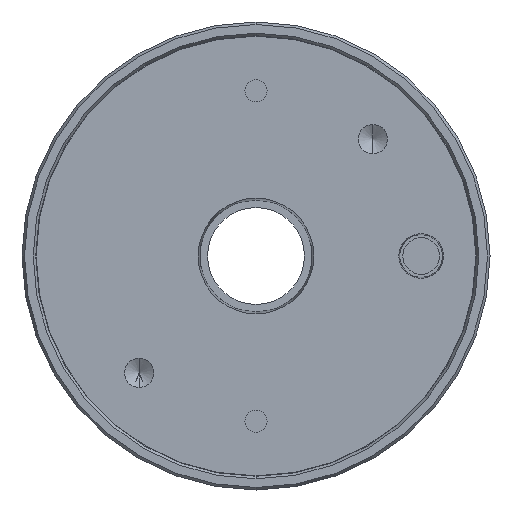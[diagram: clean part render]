
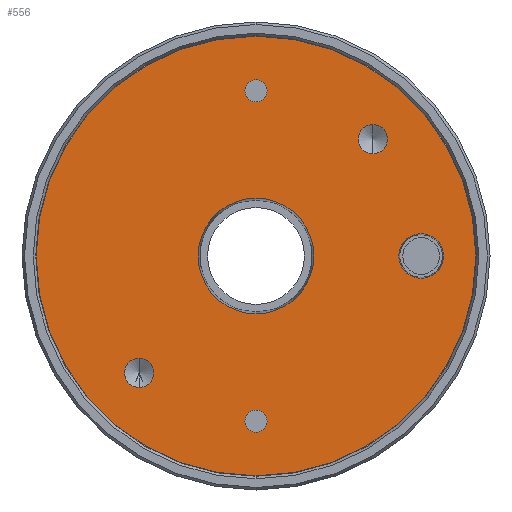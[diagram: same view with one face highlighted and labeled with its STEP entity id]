
A CAD part, front view. The second image highlights one B-rep face of the part: STEP entity #556.
In plain terms, the highlighted planar face has unit normal (0, -1, 0).
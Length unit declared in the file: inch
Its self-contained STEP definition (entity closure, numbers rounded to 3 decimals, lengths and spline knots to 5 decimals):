
#32 = CARTESIAN_POINT ( 'NONE',  ( 0., 0., 0. ) ) ;
#95 = DIRECTION ( 'NONE',  ( 0., -1., 0. ) ) ;
#124 = VERTEX_POINT ( 'NONE', #914 ) ;
#148 = ORIENTED_EDGE ( 'NONE', *, *, #2554, .F. ) ;
#170 = VERTEX_POINT ( 'NONE', #1779 ) ;
#192 = CARTESIAN_POINT ( 'NONE',  ( 0., 0., -0.525 ) ) ;
#201 = DIRECTION ( 'NONE',  ( 0., -1., 0. ) ) ;
#288 = CARTESIAN_POINT ( 'NONE',  ( 0., 0., -1.5 ) ) ;
#299 = CARTESIAN_POINT ( 'NONE',  ( 0., 0., 1.6005 ) ) ;
#323 = CIRCLE ( 'NONE', #2364, 0.1005 ) ;
#347 = EDGE_CURVE ( 'NONE', #1033, #1872, #765, .T. ) ;
#348 = DIRECTION ( 'NONE',  ( 0., -1., 0. ) ) ;
#355 = VERTEX_POINT ( 'NONE', #849 ) ;
#356 = ORIENTED_EDGE ( 'NONE', *, *, #1452, .F. ) ;
#368 = CARTESIAN_POINT ( 'NONE',  ( 0., 0., 0. ) ) ;
#392 = EDGE_CURVE ( 'NONE', #1711, #1526, #1687, .T. ) ;
#410 = DIRECTION ( 'NONE',  ( 0., -1., 0. ) ) ;
#438 = CARTESIAN_POINT ( 'NONE',  ( 0., 0., -1.5 ) ) ;
#445 = CARTESIAN_POINT ( 'NONE',  ( 0., 0., 1.5 ) ) ;
#470 = DIRECTION ( 'NONE',  ( 0., -1., 0. ) ) ;
#519 = VERTEX_POINT ( 'NONE', #299 ) ;
#530 = DIRECTION ( 'NONE',  ( 0., -1., 0. ) ) ;
#546 = AXIS2_PLACEMENT_3D ( 'NONE', #438, #410, #1469 ) ;
#556 = ADVANCED_FACE ( 'NONE', ( #1642, #1848, #584, #975, #1448, #1431, #562 ), #1014, .F. ) ;
#562 = FACE_OUTER_BOUND ( 'NONE', #2380, .T. ) ;
#584 = FACE_BOUND ( 'NONE', #2391, .T. ) ;
#633 = AXIS2_PLACEMENT_3D ( 'NONE', #825, #1871, #2540 ) ;
#679 = EDGE_CURVE ( 'NONE', #1276, #355, #1183, .T. ) ;
#706 = DIRECTION ( 'NONE',  ( 0., 0., -1. ) ) ;
#742 = DIRECTION ( 'NONE',  ( 0., 0., -1. ) ) ;
#750 = EDGE_CURVE ( 'NONE', #2133, #2261, #1809, .T. ) ;
#755 = EDGE_CURVE ( 'NONE', #355, #1276, #913, .T. ) ;
#765 = CIRCLE ( 'NONE', #2045, 0.13281 ) ;
#772 = CARTESIAN_POINT ( 'NONE',  ( 1.5, 0., 0. ) ) ;
#818 = ORIENTED_EDGE ( 'NONE', *, *, #347, .F. ) ;
#825 = CARTESIAN_POINT ( 'NONE',  ( 0., 0., 0. ) ) ;
#839 = DIRECTION ( 'NONE',  ( 0., 0., -1. ) ) ;
#849 = CARTESIAN_POINT ( 'NONE',  ( -1.06066, 0., -0.92785 ) ) ;
#907 = EDGE_LOOP ( 'NONE', ( #148, #818 ) ) ;
#913 = CIRCLE ( 'NONE', #1759, 0.13281 ) ;
#914 = CARTESIAN_POINT ( 'NONE',  ( 0., 0., -1.3995 ) ) ;
#953 = CARTESIAN_POINT ( 'NONE',  ( -1.06066, 0., -1.06066 ) ) ;
#969 = AXIS2_PLACEMENT_3D ( 'NONE', #1197, #530, #2002 ) ;
#975 = FACE_BOUND ( 'NONE', #1529, .T. ) ;
#989 = CARTESIAN_POINT ( 'NONE',  ( 1.06066, 0., 1.06066 ) ) ;
#993 = AXIS2_PLACEMENT_3D ( 'NONE', #953, #1998, #742 ) ;
#1002 = DIRECTION ( 'NONE',  ( 0., 0., -1. ) ) ;
#1011 = ORIENTED_EDGE ( 'NONE', *, *, #2408, .F. ) ;
#1014 = PLANE ( 'NONE',  #2330 ) ;
#1030 = EDGE_CURVE ( 'NONE', #1526, #1711, #1494, .T. ) ;
#1033 = VERTEX_POINT ( 'NONE', #1055 ) ;
#1055 = CARTESIAN_POINT ( 'NONE',  ( 1.06066, 0., 1.19348 ) ) ;
#1067 = CARTESIAN_POINT ( 'NONE',  ( 1.06066, 0., 1.06066 ) ) ;
#1090 = CARTESIAN_POINT ( 'NONE',  ( 0., 0., 1.5 ) ) ;
#1123 = ORIENTED_EDGE ( 'NONE', *, *, #679, .F. ) ;
#1132 = DIRECTION ( 'NONE',  ( 0., 0., -1. ) ) ;
#1134 = AXIS2_PLACEMENT_3D ( 'NONE', #32, #1310, #1143 ) ;
#1143 = DIRECTION ( 'NONE',  ( 0., 0., -1. ) ) ;
#1153 = AXIS2_PLACEMENT_3D ( 'NONE', #772, #1813, #2019 ) ;
#1164 = CARTESIAN_POINT ( 'NONE',  ( 0., 0., 0. ) ) ;
#1183 = CIRCLE ( 'NONE', #993, 0.13281 ) ;
#1197 = CARTESIAN_POINT ( 'NONE',  ( 0., 0., 0. ) ) ;
#1215 = DIRECTION ( 'NONE',  ( 0., 1., 0. ) ) ;
#1227 = ORIENTED_EDGE ( 'NONE', *, *, #2713, .F. ) ;
#1228 = VERTEX_POINT ( 'NONE', #2207 ) ;
#1235 = DIRECTION ( 'NONE',  ( 0., 0., -1. ) ) ;
#1273 = EDGE_CURVE ( 'NONE', #2306, #1228, #2742, .T. ) ;
#1276 = VERTEX_POINT ( 'NONE', #1390 ) ;
#1291 = EDGE_CURVE ( 'NONE', #2261, #2133, #1610, .T. ) ;
#1310 = DIRECTION ( 'NONE',  ( 0., -1., 0. ) ) ;
#1311 = VERTEX_POINT ( 'NONE', #2684 ) ;
#1313 = DIRECTION ( 'NONE',  ( 0., 0., -1. ) ) ;
#1348 = CIRCLE ( 'NONE', #1622, 0.2025 ) ;
#1360 = ORIENTED_EDGE ( 'NONE', *, *, #1273, .F. ) ;
#1364 = CARTESIAN_POINT ( 'NONE',  ( 0., 0., 0.525 ) ) ;
#1367 = CIRCLE ( 'NONE', #2021, 0.13281 ) ;
#1389 = CARTESIAN_POINT ( 'NONE',  ( 0., 0., -1.996 ) ) ;
#1390 = CARTESIAN_POINT ( 'NONE',  ( -1.06066, 0., -1.19348 ) ) ;
#1431 = FACE_BOUND ( 'NONE', #2512, .T. ) ;
#1448 = FACE_BOUND ( 'NONE', #1563, .T. ) ;
#1450 = CIRCLE ( 'NONE', #1594, 0.1005 ) ;
#1452 = EDGE_CURVE ( 'NONE', #124, #170, #1827, .T. ) ;
#1469 = DIRECTION ( 'NONE',  ( 0., 0., -1. ) ) ;
#1494 = CIRCLE ( 'NONE', #1838, 0.525 ) ;
#1526 = VERTEX_POINT ( 'NONE', #192 ) ;
#1529 = EDGE_LOOP ( 'NONE', ( #1919, #356 ) ) ;
#1563 = EDGE_LOOP ( 'NONE', ( #2084, #1360 ) ) ;
#1594 = AXIS2_PLACEMENT_3D ( 'NONE', #288, #95, #706 ) ;
#1610 = CIRCLE ( 'NONE', #969, 1.996 ) ;
#1622 = AXIS2_PLACEMENT_3D ( 'NONE', #2516, #201, #839 ) ;
#1639 = ORIENTED_EDGE ( 'NONE', *, *, #750, .T. ) ;
#1642 = FACE_BOUND ( 'NONE', #907, .T. ) ;
#1683 = ORIENTED_EDGE ( 'NONE', *, *, #755, .F. ) ;
#1684 = ORIENTED_EDGE ( 'NONE', *, *, #1030, .F. ) ;
#1687 = CIRCLE ( 'NONE', #633, 0.525 ) ;
#1704 = DIRECTION ( 'NONE',  ( 0., -1., 0. ) ) ;
#1711 = VERTEX_POINT ( 'NONE', #1364 ) ;
#1759 = AXIS2_PLACEMENT_3D ( 'NONE', #2383, #2592, #1993 ) ;
#1779 = CARTESIAN_POINT ( 'NONE',  ( 0., 0., -1.6005 ) ) ;
#1809 = CIRCLE ( 'NONE', #1134, 1.996 ) ;
#1813 = DIRECTION ( 'NONE',  ( 0., -1., 0. ) ) ;
#1827 = CIRCLE ( 'NONE', #546, 0.1005 ) ;
#1838 = AXIS2_PLACEMENT_3D ( 'NONE', #1164, #2196, #1132 ) ;
#1848 = FACE_BOUND ( 'NONE', #1864, .T. ) ;
#1864 = EDGE_LOOP ( 'NONE', ( #1123, #1683 ) ) ;
#1871 = DIRECTION ( 'NONE',  ( 0., -1., 0. ) ) ;
#1872 = VERTEX_POINT ( 'NONE', #2108 ) ;
#1874 = EDGE_CURVE ( 'NONE', #1228, #2306, #1348, .T. ) ;
#1919 = ORIENTED_EDGE ( 'NONE', *, *, #2466, .F. ) ;
#1921 = CARTESIAN_POINT ( 'NONE',  ( 0., 0., 1.996 ) ) ;
#1993 = DIRECTION ( 'NONE',  ( 0., 0., -1. ) ) ;
#1998 = DIRECTION ( 'NONE',  ( 0., -1., 0. ) ) ;
#2002 = DIRECTION ( 'NONE',  ( 0., 0., -1. ) ) ;
#2019 = DIRECTION ( 'NONE',  ( 0., 0., -1. ) ) ;
#2021 = AXIS2_PLACEMENT_3D ( 'NONE', #989, #348, #1002 ) ;
#2045 = AXIS2_PLACEMENT_3D ( 'NONE', #1067, #2749, #2497 ) ;
#2060 = AXIS2_PLACEMENT_3D ( 'NONE', #445, #470, #1313 ) ;
#2084 = ORIENTED_EDGE ( 'NONE', *, *, #1874, .F. ) ;
#2108 = CARTESIAN_POINT ( 'NONE',  ( 1.06066, 0., 0.92785 ) ) ;
#2133 = VERTEX_POINT ( 'NONE', #1921 ) ;
#2196 = DIRECTION ( 'NONE',  ( 0., -1., 0. ) ) ;
#2207 = CARTESIAN_POINT ( 'NONE',  ( 1.5, 0., -0.2025 ) ) ;
#2261 = VERTEX_POINT ( 'NONE', #1389 ) ;
#2273 = ORIENTED_EDGE ( 'NONE', *, *, #392, .F. ) ;
#2279 = CIRCLE ( 'NONE', #2060, 0.1005 ) ;
#2306 = VERTEX_POINT ( 'NONE', #2449 ) ;
#2330 = AXIS2_PLACEMENT_3D ( 'NONE', #368, #1215, #2473 ) ;
#2364 = AXIS2_PLACEMENT_3D ( 'NONE', #1090, #1704, #1235 ) ;
#2380 = EDGE_LOOP ( 'NONE', ( #2547, #1639 ) ) ;
#2383 = CARTESIAN_POINT ( 'NONE',  ( -1.06066, 0., -1.06066 ) ) ;
#2391 = EDGE_LOOP ( 'NONE', ( #1011, #1227 ) ) ;
#2408 = EDGE_CURVE ( 'NONE', #1311, #519, #323, .T. ) ;
#2449 = CARTESIAN_POINT ( 'NONE',  ( 1.5, 0., 0.2025 ) ) ;
#2466 = EDGE_CURVE ( 'NONE', #170, #124, #1450, .T. ) ;
#2473 = DIRECTION ( 'NONE',  ( 0., 0., 1. ) ) ;
#2497 = DIRECTION ( 'NONE',  ( 0., 0., -1. ) ) ;
#2512 = EDGE_LOOP ( 'NONE', ( #1684, #2273 ) ) ;
#2516 = CARTESIAN_POINT ( 'NONE',  ( 1.5, 0., 0. ) ) ;
#2540 = DIRECTION ( 'NONE',  ( 0., 0., -1. ) ) ;
#2547 = ORIENTED_EDGE ( 'NONE', *, *, #1291, .T. ) ;
#2554 = EDGE_CURVE ( 'NONE', #1872, #1033, #1367, .T. ) ;
#2592 = DIRECTION ( 'NONE',  ( 0., -1., 0. ) ) ;
#2684 = CARTESIAN_POINT ( 'NONE',  ( 0., 0., 1.3995 ) ) ;
#2713 = EDGE_CURVE ( 'NONE', #519, #1311, #2279, .T. ) ;
#2742 = CIRCLE ( 'NONE', #1153, 0.2025 ) ;
#2749 = DIRECTION ( 'NONE',  ( 0., -1., 0. ) ) ;
